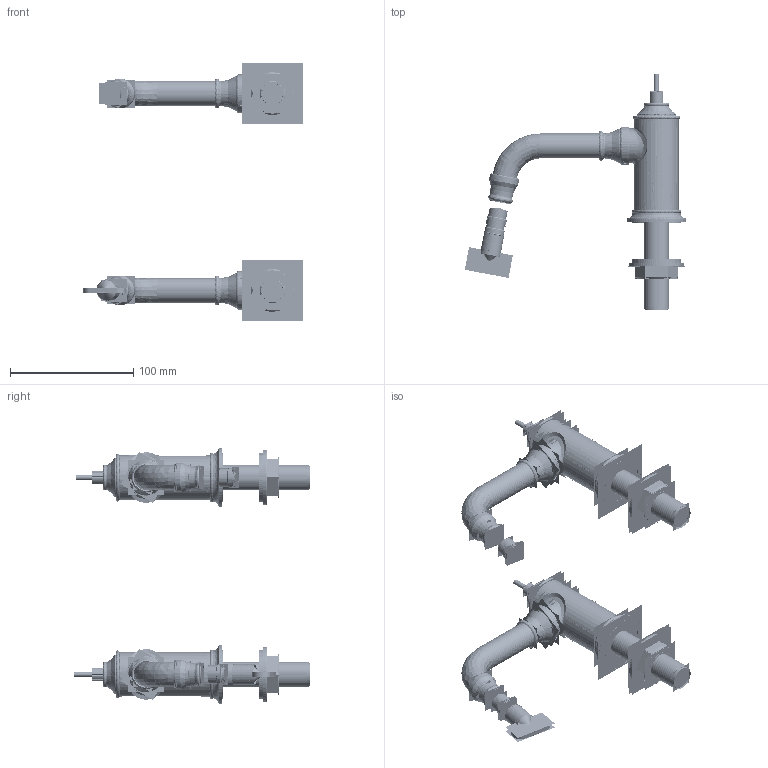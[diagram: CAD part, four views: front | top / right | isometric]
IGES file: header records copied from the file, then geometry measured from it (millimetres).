
Start section:  PTC IGES file: ARC 2017 CHR.igs
Global section: file name: ARC 2017 CHR.igs; native system: Pro/ENGINEER by Parametric Technology Corporation; preprocessor: 2009360; author: user33; organization: Unknown; date: 20200406.083136; units: millimetre
Bounding box: 180.78 x 192.52 x 209.94 mm (x, y, z)
Volume: 366141.8 mm3; surface area: 1991771 mm2
Topology: 60 solids, 89 shells, 4630 faces, 24460 edges, 31843 vertices
Faces by surface type: revolution 2876, bspline 1754
